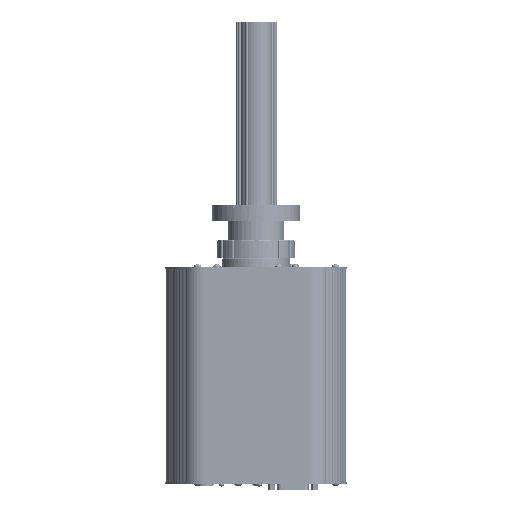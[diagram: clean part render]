
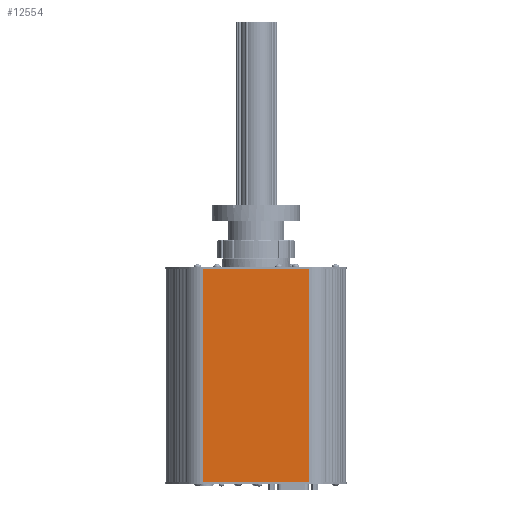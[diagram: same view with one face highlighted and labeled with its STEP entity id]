
A CAD part, front view. The second image highlights one B-rep face of the part: STEP entity #12554.
In plain terms, the highlighted planar face has unit normal (0, -1, 0).
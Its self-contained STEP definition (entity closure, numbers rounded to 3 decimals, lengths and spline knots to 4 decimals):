
#3317=FACE_OUTER_BOUND('',#17703,.T.);
#6145=LINE('',#91993,#9372);
#6214=LINE('',#92278,#9441);
#6387=LINE('',#92732,#9614);
#6388=LINE('',#92734,#9615);
#9372=VECTOR('',#54593,1.);
#9441=VECTOR('',#54814,1.);
#9614=VECTOR('',#55249,1.);
#9615=VECTOR('',#55252,1.);
#12554=ADVANCED_FACE('',(#3317),#14199,.T.);
#14199=PLANE('',#46298);
#17703=EDGE_LOOP('',(#27400,#27401,#27402,#27403));
#27400=ORIENTED_EDGE('',*,*,#39442,.F.);
#27401=ORIENTED_EDGE('',*,*,#39675,.F.);
#27402=ORIENTED_EDGE('',*,*,#39300,.T.);
#27403=ORIENTED_EDGE('',*,*,#39676,.T.);
#33659=VERTEX_POINT('',#91992);
#33660=VERTEX_POINT('',#91994);
#33799=VERTEX_POINT('',#92277);
#33800=VERTEX_POINT('',#92279);
#39300=EDGE_CURVE('',#33660,#33659,#6145,.T.);
#39442=EDGE_CURVE('',#33799,#33800,#6214,.T.);
#39675=EDGE_CURVE('',#33660,#33799,#6387,.T.);
#39676=EDGE_CURVE('',#33659,#33800,#6388,.T.);
#46298=AXIS2_PLACEMENT_3D('',#92735,#55253,#55254);
#54593=DIRECTION('',(1.,0.,0.));
#54814=DIRECTION('',(1.,0.,0.));
#55249=DIRECTION('',(0.,0.,1.));
#55252=DIRECTION('',(0.,0.,1.));
#55253=DIRECTION('',(0.,-1.,0.));
#55254=DIRECTION('',(0.,0.,-1.));
#91992=CARTESIAN_POINT('',(1.6267,-1.5467,-0.0055));
#91993=CARTESIAN_POINT('',(-1.6267,-1.5467,-0.0055));
#91994=CARTESIAN_POINT('',(-1.6267,-1.5467,-0.0055));
#92277=CARTESIAN_POINT('',(-1.6267,-1.5467,6.5595));
#92278=CARTESIAN_POINT('',(-1.6267,-1.5467,6.5595));
#92279=CARTESIAN_POINT('',(1.6267,-1.5467,6.5595));
#92732=CARTESIAN_POINT('',(-1.6267,-1.5467,-0.0055));
#92734=CARTESIAN_POINT('',(1.6267,-1.5467,-0.0055));
#92735=CARTESIAN_POINT('',(-1.6267,-1.5467,-0.0055));
